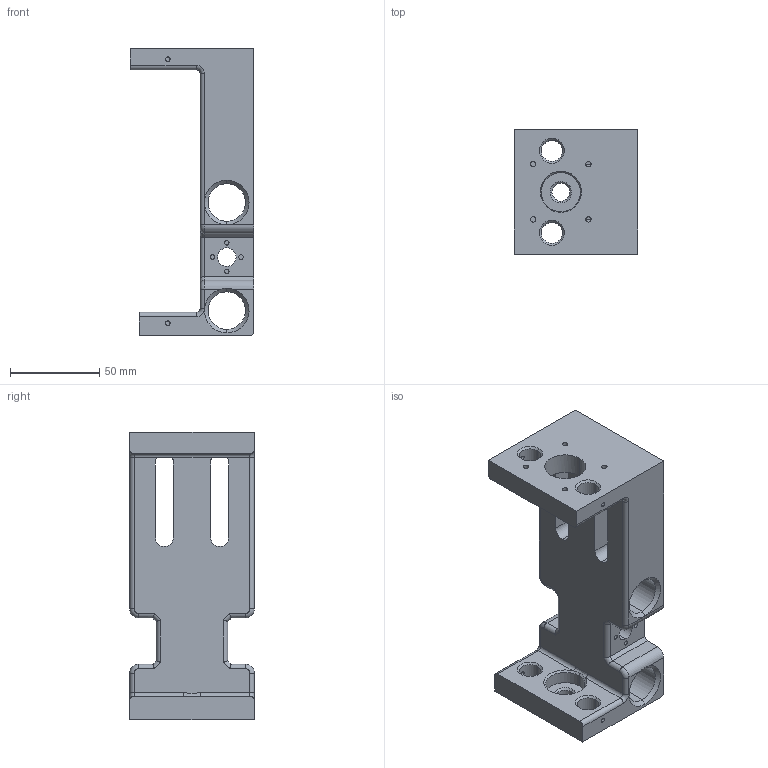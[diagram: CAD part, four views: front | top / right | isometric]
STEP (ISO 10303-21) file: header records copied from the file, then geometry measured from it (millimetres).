
FILE_DESCRIPTION (( 'STEP AP214' ), '1' );
FILE_NAME ('Direct Z axis.STEP', '2019-09-24T11:34:47', ( '' ), ( '' ), 'SwSTEP 2.0', 'SolidWorks 2017', '' );
FILE_SCHEMA (( 'AUTOMOTIVE_DESIGN' ));
Length unit declared in the file: millimetre
Products named in the file (1): Direct Z axis
Bounding box: 69 x 70 x 161 mm (x, y, z)
Volume: 280397.2 mm3; surface area: 63523.2 mm2
Topology: 1 solids, 1 shells, 168 faces, 427 edges, 264 vertices
Faces by surface type: cylinder 90, plane 39, cone 30, torus 8, bspline 1
Entity records: 5391 total; most frequent: CARTESIAN_POINT 1126, DIRECTION 938, ORIENTED_EDGE 854, EDGE_CURVE 427, AXIS2_PLACEMENT_3D 366, VERTEX_POINT 264, EDGE_LOOP 209, LINE 206
